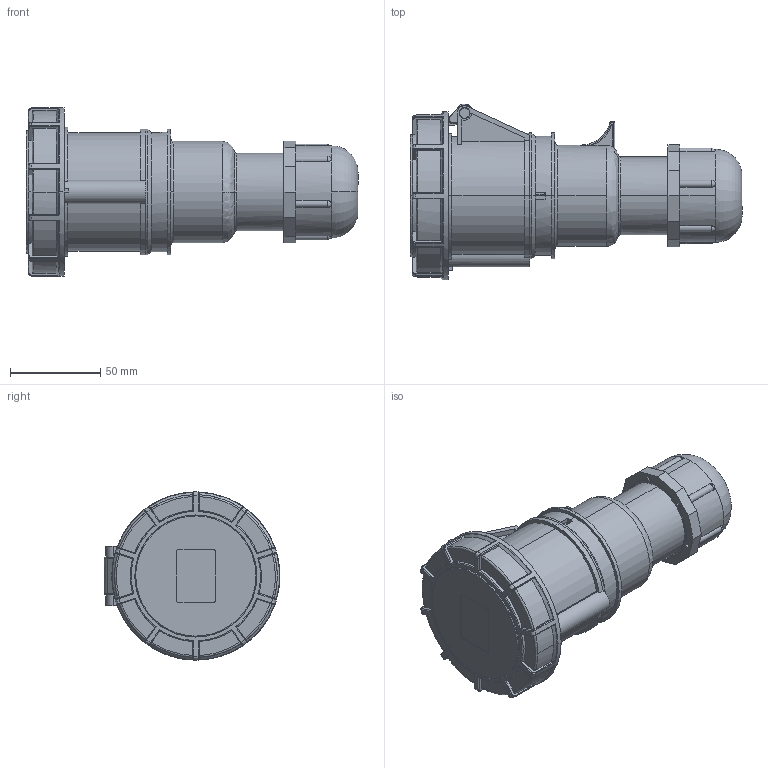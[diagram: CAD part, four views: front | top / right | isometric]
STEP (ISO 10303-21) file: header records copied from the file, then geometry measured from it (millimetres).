
FILE_DESCRIPTION (( 'STEP AP214' ), '1' );
FILE_NAME ('DEP2-2232.STEP', '2025-01-05T06:23:34', ( '' ), ( '' ), 'SwSTEP 2.0', 'SolidWorks 2022', '' );
FILE_SCHEMA (( 'AUTOMOTIVE_DESIGN' ));
Length unit declared in the file: millimetre
Products named in the file (1): DEP2-2232
Bounding box: 183.66 x 97.26 x 93 mm (x, y, z)
Surface area: 77102.1 mm2 (no closed solid volume)
Topology: 0 solids, 27 shells, 611 faces, 2191 edges, 1557 vertices
Faces by surface type: cylinder 231, plane 202, bspline 162, cone 14, torus 2
Entity records: 46049 total; most frequent: CARTESIAN_POINT 23132, ORIENTED_EDGE 3559, DIRECTION 2624, EDGE_CURVE 2169, VERTEX_POINT 1557, VECTOR 876, LINE 876, AXIS2_PLACEMENT_3D 874
